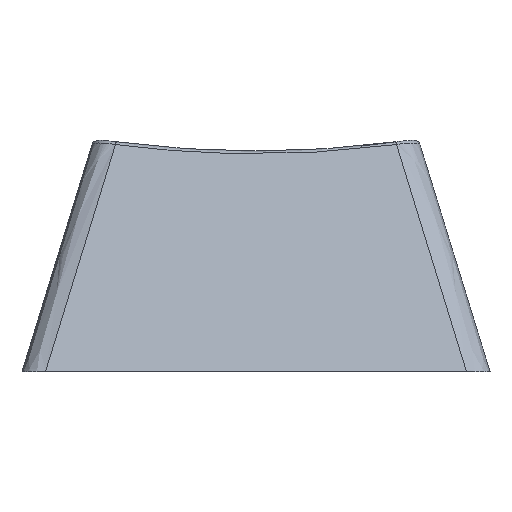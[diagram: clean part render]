
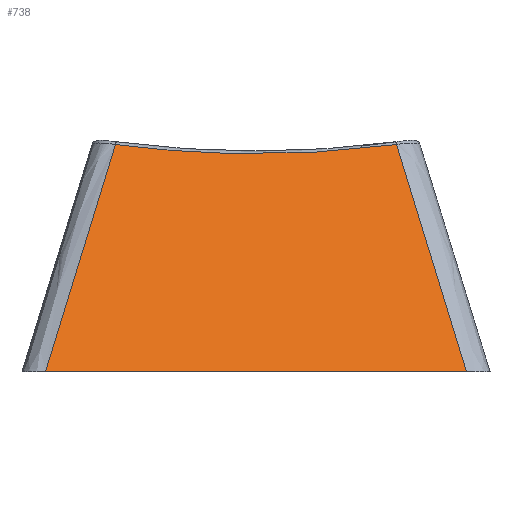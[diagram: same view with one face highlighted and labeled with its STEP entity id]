
A CAD part, front view. The second image highlights one B-rep face of the part: STEP entity #738.
In plain terms, the highlighted free-form (B-spline) face has degree [1, 1] with [2, 2] control points.
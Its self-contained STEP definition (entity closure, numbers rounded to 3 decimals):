
#108 = VERTEX_POINT('',#109);
#109 = CARTESIAN_POINT('',(-8.118,-9.025,0.));
#132 = EDGE_CURVE('',#108,#133,#135,.T.);
#133 = VERTEX_POINT('',#134);
#134 = CARTESIAN_POINT('',(-5.417,-4.597,
    8.758));
#135 = B_SPLINE_CURVE_WITH_KNOTS('',5,(#136,#137,#138,#139,#140,#141,
    #142,#143,#144,#145,#146,#147,#148,#149),.UNSPECIFIED.,.F.,.F.,(6,4,
    4,6),(-0.399,0.241,10.882,11.522
    ),.UNSPECIFIED.);
#136 = CARTESIAN_POINT('',(-8.287,-9.303,-0.551));
#137 = CARTESIAN_POINT('',(-8.254,-9.248,-0.441));
#138 = CARTESIAN_POINT('',(-8.22,-9.192,-0.33));
#139 = CARTESIAN_POINT('',(-8.186,-9.136,-0.22));
#140 = CARTESIAN_POINT('',(-8.152,-9.081,-0.11));
#141 = CARTESIAN_POINT('',(-7.553,-8.099,
    1.831));
#142 = CARTESIAN_POINT('',(-6.988,-7.173,
    3.663));
#143 = CARTESIAN_POINT('',(-6.424,-6.248,5.494
    ));
#144 = CARTESIAN_POINT('',(-5.859,-5.322,7.325
    ));
#145 = CARTESIAN_POINT('',(-5.26,-4.34,
    9.267));
#146 = CARTESIAN_POINT('',(-5.226,-4.284,
    9.377));
#147 = CARTESIAN_POINT('',(-5.192,-4.229,
    9.487));
#148 = CARTESIAN_POINT('',(-5.159,-4.173,
    9.597));
#149 = CARTESIAN_POINT('',(-5.125,-4.117,
    9.707));
#356 = EDGE_CURVE('',#357,#108,#359,.T.);
#357 = VERTEX_POINT('',#358);
#358 = CARTESIAN_POINT('',(8.118,-9.025,0.));
#359 = LINE('',#360,#361);
#360 = CARTESIAN_POINT('',(9.025,-9.025,0.));
#361 = VECTOR('',#362,1.);
#362 = DIRECTION('',(-1.,0.,0.));
#738 = ADVANCED_FACE('',(#739),#808,.F.);
#739 = FACE_BOUND('',#740,.F.);
#740 = EDGE_LOOP('',(#741,#760,#761,#762));
#741 = ORIENTED_EDGE('',*,*,#742,.F.);
#742 = EDGE_CURVE('',#357,#743,#745,.T.);
#743 = VERTEX_POINT('',#744);
#744 = CARTESIAN_POINT('',(5.417,-4.597,8.758
    ));
#745 = B_SPLINE_CURVE_WITH_KNOTS('',5,(#746,#747,#748,#749,#750,#751,
    #752,#753,#754,#755,#756,#757,#758,#759),.UNSPECIFIED.,.F.,.F.,(6,4,
    4,6),(-0.399,0.241,10.882,11.522
    ),.UNSPECIFIED.);
#746 = CARTESIAN_POINT('',(8.287,-9.303,-0.551));
#747 = CARTESIAN_POINT('',(8.254,-9.248,-0.441));
#748 = CARTESIAN_POINT('',(8.22,-9.192,-0.33));
#749 = CARTESIAN_POINT('',(8.186,-9.136,-0.22));
#750 = CARTESIAN_POINT('',(8.152,-9.081,-0.11));
#751 = CARTESIAN_POINT('',(7.553,-8.099,1.831
    ));
#752 = CARTESIAN_POINT('',(6.988,-7.173,3.663
    ));
#753 = CARTESIAN_POINT('',(6.424,-6.248,5.494)
  );
#754 = CARTESIAN_POINT('',(5.859,-5.322,7.325)
  );
#755 = CARTESIAN_POINT('',(5.26,-4.34,9.267
    ));
#756 = CARTESIAN_POINT('',(5.226,-4.284,9.377
    ));
#757 = CARTESIAN_POINT('',(5.192,-4.229,9.487
    ));
#758 = CARTESIAN_POINT('',(5.159,-4.173,9.597
    ));
#759 = CARTESIAN_POINT('',(5.125,-4.117,9.707
    ));
#760 = ORIENTED_EDGE('',*,*,#356,.T.);
#761 = ORIENTED_EDGE('',*,*,#132,.T.);
#762 = ORIENTED_EDGE('',*,*,#763,.F.);
#763 = EDGE_CURVE('',#743,#133,#764,.T.);
#764 = ( BOUNDED_CURVE() B_SPLINE_CURVE(11,(#765,#766,#767,#768,#769,
    #770,#771,#772,#773,#774,#775,#776,#777,#778,#779,#780,#781,#782,
    #783,#784,#785,#786,#787,#788,#789,#790,#791,#792,#793,#794,#795,
    #796,#797,#798,#799,#800,#801,#802,#803,#804,#805,#806,#807),
.UNSPECIFIED.,.F.,.F.) B_SPLINE_CURVE_WITH_KNOTS((12,11,10,10,12),(
    -0.017,0.,5.685,11.397,
11.414),.UNSPECIFIED.) CURVE() GEOMETRIC_REPRESENTATION_ITEM() 
RATIONAL_B_SPLINE_CURVE((1.,1.,1.,1.,1.,
    1.,1.,1.,1.,1.,1.,1.
    ,1.,1.,1.,1.,1.,1.,1.,1.,1.,1.,
    1.,1.,1.,1.,1.,1.,
    1.,1.,1.,1.,1.,1.,1.,1.,1.,1.,1.,1.,1.,1.,1.)) 
REPRESENTATION_ITEM('') );
#765 = CARTESIAN_POINT('',(5.417,-4.597,8.758
    ));
#766 = CARTESIAN_POINT('',(5.416,-4.598,8.758
    ));
#767 = CARTESIAN_POINT('',(5.414,-4.598,8.757
    ));
#768 = CARTESIAN_POINT('',(5.413,-4.598,8.757)
  );
#769 = CARTESIAN_POINT('',(5.411,-4.598,8.757
    ));
#770 = CARTESIAN_POINT('',(5.41,-4.598,8.757)
  );
#771 = CARTESIAN_POINT('',(5.408,-4.598,8.757)
  );
#772 = CARTESIAN_POINT('',(5.407,-4.598,8.756
    ));
#773 = CARTESIAN_POINT('',(5.405,-4.598,8.756
    ));
#774 = CARTESIAN_POINT('',(5.404,-4.598,8.756)
  );
#775 = CARTESIAN_POINT('',(5.402,-4.598,8.756
    ));
#776 = CARTESIAN_POINT('',(5.401,-4.599,8.756
    ));
#777 = CARTESIAN_POINT('',(4.924,-4.63,8.692
    ));
#778 = CARTESIAN_POINT('',(4.443,-4.659,8.635
    ));
#779 = CARTESIAN_POINT('',(3.958,-4.685,8.584
    ));
#780 = CARTESIAN_POINT('',(3.471,-4.708,8.538
    ));
#781 = CARTESIAN_POINT('',(2.982,-4.728,8.499
    ));
#782 = CARTESIAN_POINT('',(2.49,-4.745,8.467
    ));
#783 = CARTESIAN_POINT('',(1.996,-4.758,8.44
    ));
#784 = CARTESIAN_POINT('',(1.501,-4.768,8.421)
  );
#785 = CARTESIAN_POINT('',(1.005,-4.775,8.407
    ));
#786 = CARTESIAN_POINT('',(0.509,-4.778,8.401
    ));
#787 = CARTESIAN_POINT('',(-0.486,-4.778,
    8.4));
#788 = CARTESIAN_POINT('',(-0.984,-4.775,
    8.407));
#789 = CARTESIAN_POINT('',(-1.483,-4.768,
    8.42));
#790 = CARTESIAN_POINT('',(-1.977,-4.759,
    8.439));
#791 = CARTESIAN_POINT('',(-2.482,-4.744,
    8.467));
#792 = CARTESIAN_POINT('',(-2.96,-4.73,
    8.496));
#793 = CARTESIAN_POINT('',(-3.473,-4.708,8.54
    ));
#794 = CARTESIAN_POINT('',(-3.941,-4.687,
    8.581));
#795 = CARTESIAN_POINT('',(-4.446,-4.659,
    8.636));
#796 = CARTESIAN_POINT('',(-4.917,-4.631,8.692
    ));
#797 = CARTESIAN_POINT('',(-5.403,-4.598,
    8.756));
#798 = CARTESIAN_POINT('',(-5.405,-4.598,8.756
    ));
#799 = CARTESIAN_POINT('',(-5.406,-4.598,8.756
    ));
#800 = CARTESIAN_POINT('',(-5.407,-4.598,
    8.756));
#801 = CARTESIAN_POINT('',(-5.409,-4.598,
    8.757));
#802 = CARTESIAN_POINT('',(-5.41,-4.598,
    8.757));
#803 = CARTESIAN_POINT('',(-5.412,-4.598,
    8.757));
#804 = CARTESIAN_POINT('',(-5.413,-4.598,
    8.757));
#805 = CARTESIAN_POINT('',(-5.415,-4.598,
    8.757));
#806 = CARTESIAN_POINT('',(-5.416,-4.598,8.758
    ));
#807 = CARTESIAN_POINT('',(-5.417,-4.597,
    8.758));
#808 = B_SPLINE_SURFACE_WITH_KNOTS('',1,1,(
    (#809,#810)
    ,(#811,#812
    )),.UNSPECIFIED.,.F.,.F.,.F.,(2,2),(2,2),(0.,18.05),(0.,1.),
  .PIECEWISE_BEZIER_KNOTS.);
#809 = CARTESIAN_POINT('',(9.025,-9.025,0.));
#810 = CARTESIAN_POINT('',(6.25,-4.475,9.));
#811 = CARTESIAN_POINT('',(-9.025,-9.025,0.));
#812 = CARTESIAN_POINT('',(-6.25,-4.475,9.));
